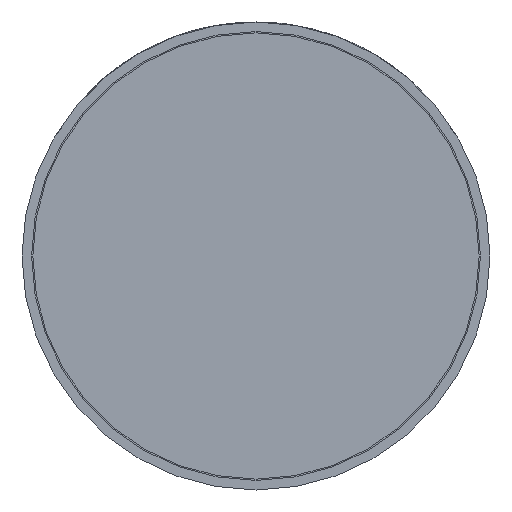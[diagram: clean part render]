
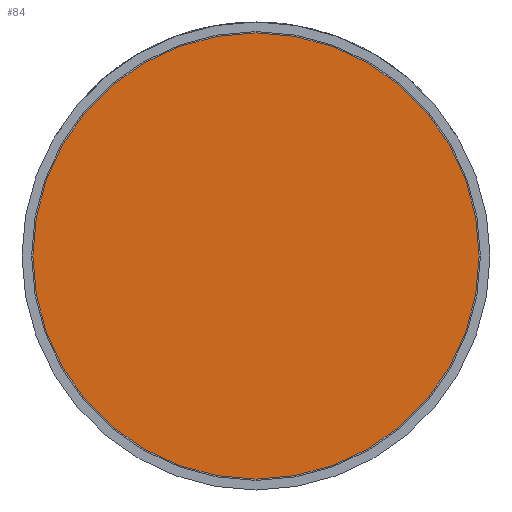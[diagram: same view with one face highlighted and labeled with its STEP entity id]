
A CAD part, front view. The second image highlights one B-rep face of the part: STEP entity #84.
In plain terms, the highlighted planar face has unit normal (0, -1, 0).
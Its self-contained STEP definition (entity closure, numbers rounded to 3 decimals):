
#84 = ADVANCED_FACE ( 'Defeature ausgef�hrt2_7', ( #2017 ), #2112, .T. ) ;
#87 = DIRECTION ( 'NONE',  ( 0., 0., -1. ) ) ;
#487 = CARTESIAN_POINT ( 'NONE',  ( 0., 0., 0. ) ) ;
#556 = AXIS2_PLACEMENT_3D ( 'NONE', #2049, #1090, #87 ) ;
#697 = AXIS2_PLACEMENT_3D ( 'NONE', #3379, #3053, #1413 ) ;
#800 = DIRECTION ( 'NONE',  ( 0., -1., 0. ) ) ;
#1090 = DIRECTION ( 'NONE',  ( 0., -1., 0. ) ) ;
#1110 = DIRECTION ( 'NONE',  ( 0., 0., -1. ) ) ;
#1148 = CIRCLE ( 'NONE', #697, 1.74 ) ;
#1248 = AXIS2_PLACEMENT_3D ( 'NONE', #487, #800, #1110 ) ;
#1413 = DIRECTION ( 'NONE',  ( 0., 0., -1. ) ) ;
#1547 = EDGE_CURVE ( 'Defeature ausgef�hrt2_7+Defeature ausgef�hrt2_8+Defeature ausgef�hrt2_8+Defeature ausgef�hrt2_8', #2058, #2297, #1148, .T. ) ;
#1596 = CARTESIAN_POINT ( 'NONE',  ( 0., 0., 1.74 ) ) ;
#2017 = FACE_OUTER_BOUND ( 'NONE', #2311, .T. ) ;
#2049 = CARTESIAN_POINT ( 'NONE',  ( 0., 0., 0. ) ) ;
#2058 = VERTEX_POINT ( 'NONE', #2202 ) ;
#2112 = PLANE ( 'NONE',  #1248 ) ;
#2202 = CARTESIAN_POINT ( 'NONE',  ( 0., 0., -1.74 ) ) ;
#2297 = VERTEX_POINT ( 'NONE', #1596 ) ;
#2311 = EDGE_LOOP ( 'NONE', ( #4237, #3662 ) ) ;
#2807 = EDGE_CURVE ( 'Defeature ausgef�hrt2_7+Defeature ausgef�hrt2_8+Defeature ausgef�hrt2_8+Defeature ausgef�hrt2_8', #2297, #2058, #3538, .T. ) ;
#3053 = DIRECTION ( 'NONE',  ( 0., -1., 0. ) ) ;
#3379 = CARTESIAN_POINT ( 'NONE',  ( 0., 0., 0. ) ) ;
#3538 = CIRCLE ( 'NONE', #556, 1.74 ) ;
#3662 = ORIENTED_EDGE ( 'NONE', *, *, #2807, .T. ) ;
#4237 = ORIENTED_EDGE ( 'NONE', *, *, #1547, .T. ) ;
